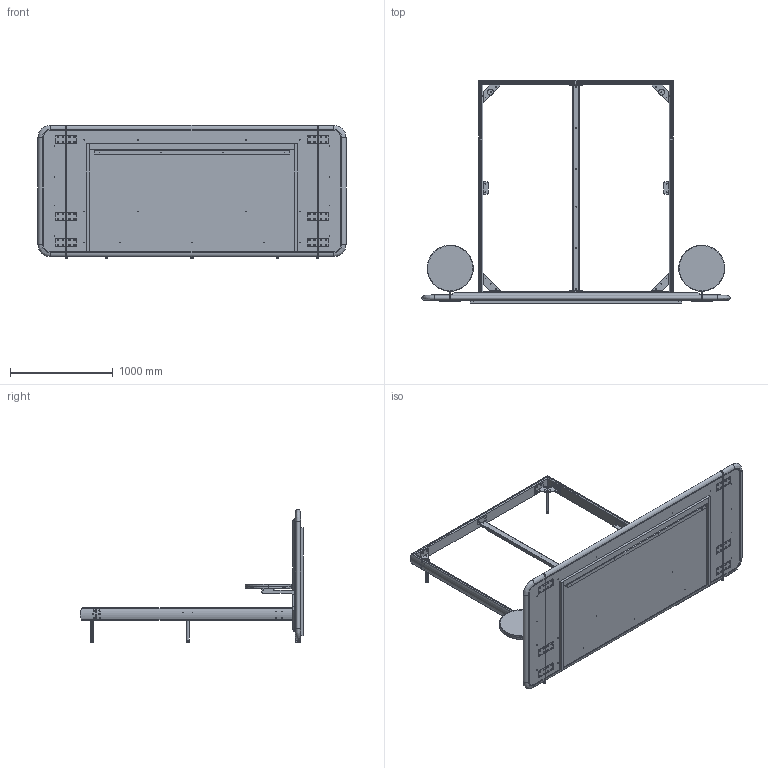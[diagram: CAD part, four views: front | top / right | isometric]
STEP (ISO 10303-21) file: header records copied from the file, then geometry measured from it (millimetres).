
FILE_DESCRIPTION(('CATIA V5 STEP Exchange'),'2;1');
FILE_NAME('Letto KILLIAN_TESTATA h130 L300.stp','2018-08-03T12:54:00+00:00',('none'),('none'),'CATIA Version 5-6 Release 2016 SP5','CATIA V5 STEP AP203','none');
FILE_SCHEMA(('CONFIG_CONTROL_DESIGN'));
Length unit declared in the file: millimetre
Products named in the file (1): Letto KILLIAN H130_assieme
Assembly tree (15 placements, depth 2):
  Letto KILLIAN H130_assieme
    #57
    #12886  x4
    #14334  x2
    #15336
    #18713  x2
    #19485
    #49006  x2
    #50117  x2
Bounding box: 2999.92 x 2173.96 x 1299 mm (x, y, z)
Volume: 297104475.6 mm3; surface area: 28415641.3 mm2
Topology: 81 solids, 81 shells, 2375 faces, 5753 edges, 3543 vertices
Faces by surface type: cylinder 984, cone 750, plane 609, torus 14, extrusion 10, bspline 4, revolution 4
Entity records: 54533 total; most frequent: CARTESIAN_POINT 12528, ORIENTED_EDGE 9180, DIRECTION 6769, EDGE_CURVE 4590, AXIS2_PLACEMENT_3D 3324, VERTEX_POINT 2881, EDGE_LOOP 2485, VECTOR 2295
